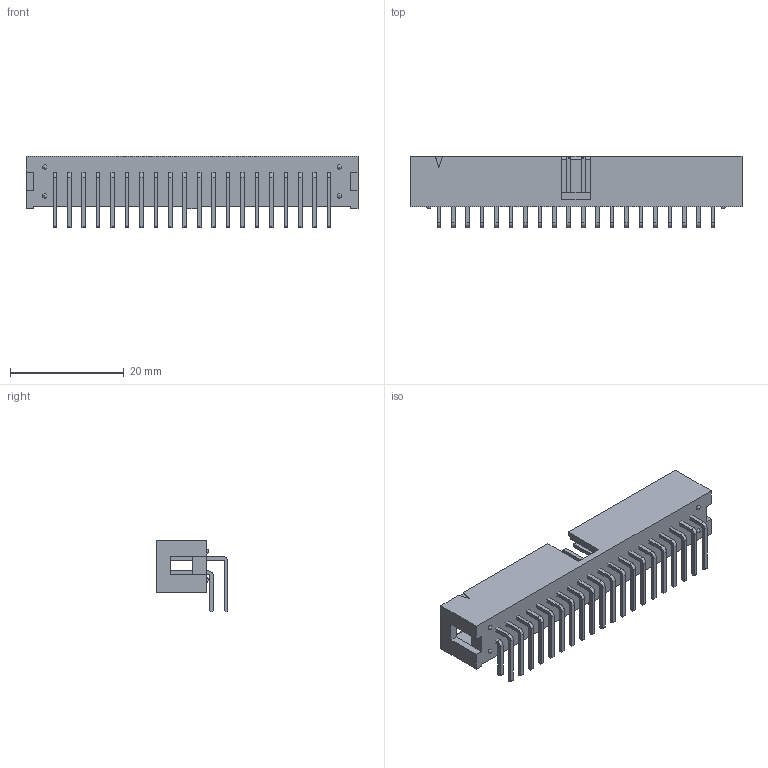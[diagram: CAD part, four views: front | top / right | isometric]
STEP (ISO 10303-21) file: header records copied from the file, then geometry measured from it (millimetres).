
FILE_DESCRIPTION( ( 'STEP AP214' ), '1' );
FILE_NAME( 'TST-120-04-G-D-RA.stp', '2022-05-14T00:51:03', ( 'License CC BY-ND 4.0' ), ( 'CADENAS' ), ' ', 'PARTsolutions', ' ' );
FILE_SCHEMA( ( 'AUTOMOTIVE_DESIGN { 1 0 10303 214 1 1 1 1 }' ) );
Length unit declared in the file: inch
Products named in the file (4): TST-120-04-G-D-RA; _TST-120-04-D_header; _TST-First_Position_Indicator; _T-1S6-20-04-D-RA
Assembly tree (3 placements, depth 2):
  TST-120-04-G-D-RA
    _TST-120-04-D_header
    _TST-First_Position_Indicator
    _T-1S6-20-04-D-RA
Bounding box: 58.42 x 12.64 x 12.57 mm (x, y, z)
Volume: 2650.1 mm3; surface area: 5154.2 mm2
Topology: 3 solids, 3 shells, 690 faces, 2058 edges, 1370 vertices
Faces by surface type: plane 606, cylinder 80, sphere 4
Entity records: 13856 total; most frequent: ORIENTED_EDGE 4092, EDGE_CURVE 2046, CARTESIAN_POINT 1654, VERTEX_POINT 1366, LINE 1113, EDGE_LOOP 694, STYLED_ITEM 690, ADVANCED_FACE 690
